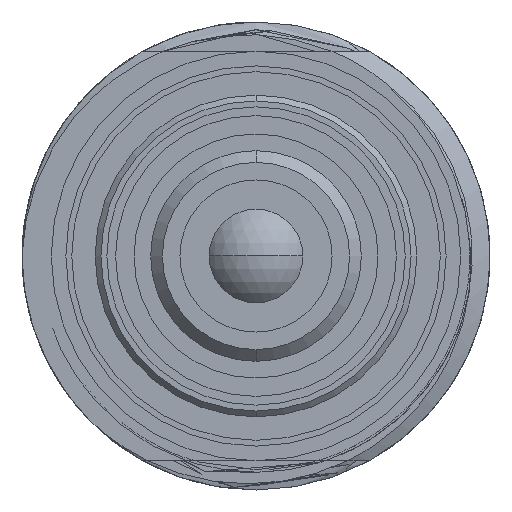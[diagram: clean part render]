
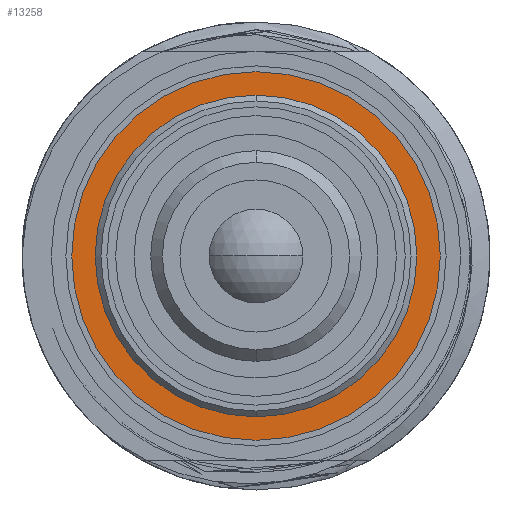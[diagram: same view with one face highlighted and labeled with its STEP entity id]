
A CAD part, left-side view. The second image highlights one B-rep face of the part: STEP entity #13258.
In plain terms, the highlighted planar face has unit normal (-1, 0, 0).
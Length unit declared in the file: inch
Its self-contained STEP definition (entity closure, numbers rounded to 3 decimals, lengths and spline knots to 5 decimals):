
#111 = EDGE_CURVE ( 'NONE', #7433, #3092, #1027, .T. ) ;
#579 = CIRCLE ( 'NONE', #10191, 0.12402 ) ;
#1027 = CIRCLE ( 'NONE', #6048, 0.07509 ) ;
#1031 = FACE_OUTER_BOUND ( 'NONE', #9418, .T. ) ;
#1440 = CARTESIAN_POINT ( 'NONE',  ( 0.36614, 0., 0.07509 ) ) ;
#2482 = DIRECTION ( 'NONE',  ( 0., 0., 1. ) ) ;
#2984 = CIRCLE ( 'NONE', #4270, 0.07509 ) ;
#3092 = VERTEX_POINT ( 'NONE', #1440 ) ;
#3173 = EDGE_LOOP ( 'NONE', ( #11081, #9605 ) ) ;
#3352 = CARTESIAN_POINT ( 'NONE',  ( 0.36614, 0., 0. ) ) ;
#3712 = VERTEX_POINT ( 'NONE', #13911 ) ;
#3877 = EDGE_CURVE ( 'NONE', #3092, #7433, #2984, .T. ) ;
#3909 = CARTESIAN_POINT ( 'NONE',  ( 0.36614, 0., 0. ) ) ;
#4228 = DIRECTION ( 'NONE',  ( 0., 0., 1. ) ) ;
#4270 = AXIS2_PLACEMENT_3D ( 'NONE', #3352, #15092, #7288 ) ;
#5456 = DIRECTION ( 'NONE',  ( 0., 1., 0. ) ) ;
#5540 = AXIS2_PLACEMENT_3D ( 'NONE', #7996, #15898, #4228 ) ;
#5806 = AXIS2_PLACEMENT_3D ( 'NONE', #15827, #13271, #5456 ) ;
#6048 = AXIS2_PLACEMENT_3D ( 'NONE', #14324, #6462, #2482 ) ;
#6462 = DIRECTION ( 'NONE',  ( -1., 0., 0. ) ) ;
#7288 = DIRECTION ( 'NONE',  ( 0., 0., 1. ) ) ;
#7433 = VERTEX_POINT ( 'NONE', #11959 ) ;
#7996 = CARTESIAN_POINT ( 'NONE',  ( 0.36614, 0., 0. ) ) ;
#8626 = ORIENTED_EDGE ( 'NONE', *, *, #9828, .T. ) ;
#8790 = ORIENTED_EDGE ( 'NONE', *, *, #15912, .T. ) ;
#9418 = EDGE_LOOP ( 'NONE', ( #8626, #8790 ) ) ;
#9605 = ORIENTED_EDGE ( 'NONE', *, *, #111, .F. ) ;
#9828 = EDGE_CURVE ( 'NONE', #3712, #10249, #12555, .T. ) ;
#10180 = FACE_BOUND ( 'NONE', #3173, .T. ) ;
#10191 = AXIS2_PLACEMENT_3D ( 'NONE', #3909, #14275, #16827 ) ;
#10249 = VERTEX_POINT ( 'NONE', #15549 ) ;
#11081 = ORIENTED_EDGE ( 'NONE', *, *, #3877, .F. ) ;
#11827 = PLANE ( 'NONE',  #5806 ) ;
#11959 = CARTESIAN_POINT ( 'NONE',  ( 0.36614, 0., -0.07509 ) ) ;
#12555 = CIRCLE ( 'NONE', #5540, 0.12402 ) ;
#13258 = ADVANCED_FACE ( 'NONE', ( #1031, #10180 ), #11827, .F. ) ;
#13271 = DIRECTION ( 'NONE',  ( 1., 0., 0. ) ) ;
#13911 = CARTESIAN_POINT ( 'NONE',  ( 0.36614, 0., 0.12402 ) ) ;
#14275 = DIRECTION ( 'NONE',  ( -1., 0., 0. ) ) ;
#14324 = CARTESIAN_POINT ( 'NONE',  ( 0.36614, 0., 0. ) ) ;
#15092 = DIRECTION ( 'NONE',  ( -1., 0., 0. ) ) ;
#15549 = CARTESIAN_POINT ( 'NONE',  ( 0.36614, 0., -0.12402 ) ) ;
#15827 = CARTESIAN_POINT ( 'NONE',  ( 0.36614, 0.12402, 0. ) ) ;
#15898 = DIRECTION ( 'NONE',  ( -1., 0., 0. ) ) ;
#15912 = EDGE_CURVE ( 'NONE', #10249, #3712, #579, .T. ) ;
#16827 = DIRECTION ( 'NONE',  ( 0., 0., 1. ) ) ;
